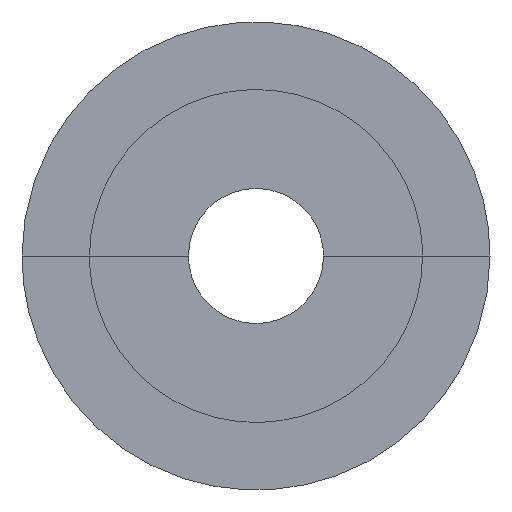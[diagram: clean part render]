
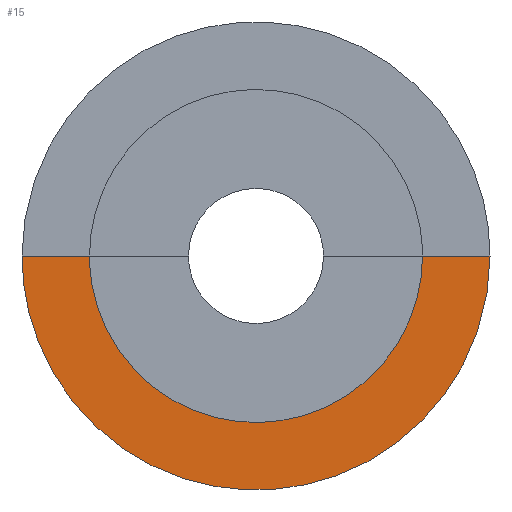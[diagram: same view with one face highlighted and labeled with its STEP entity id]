
A CAD part, front view. The second image highlights one B-rep face of the part: STEP entity #15.
In plain terms, the highlighted free-form (B-spline) face has degree [1, 2] with [2, 5] control points.
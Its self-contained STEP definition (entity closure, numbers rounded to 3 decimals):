
#15=ADVANCED_FACE('',(#35),#255,.T.);
#35=FACE_OUTER_BOUND('',#55,.T.);
#55=EDGE_LOOP('',(#75,#76,#77,#78));
#75=ORIENTED_EDGE('',*,*,#174,.F.);
#76=ORIENTED_EDGE('',*,*,#157,.T.);
#77=ORIENTED_EDGE('',*,*,#155,.T.);
#78=ORIENTED_EDGE('',*,*,#175,.F.);
#155=EDGE_CURVE('',#235,#246,#215,.T.);
#157=EDGE_CURVE('',#236,#235,#196,.T.);
#174=EDGE_CURVE('',#236,#245,#224,.T.);
#175=EDGE_CURVE('',#245,#246,#205,.T.);
#196=B_SPLINE_CURVE_WITH_KNOTS('',1,(#528,#529),.UNSPECIFIED.,.F.,.F.,(2,
2),(106.2,118.),.UNSPECIFIED.);
#205=B_SPLINE_CURVE_WITH_KNOTS('',1,(#591,#592),.UNSPECIFIED.,.F.,.F.,(2,
2),(106.2,118.),.UNSPECIFIED.);
#215=(
BOUNDED_CURVE()
B_SPLINE_CURVE(2,(#521,#522,#523,#524,#525),.UNSPECIFIED.,.F.,.F.)
B_SPLINE_CURVE_WITH_KNOTS((3,2,3),(0.,81.681,163.363),
 .UNSPECIFIED.)
CURVE()
GEOMETRIC_REPRESENTATION_ITEM()
RATIONAL_B_SPLINE_CURVE((1.,0.707,1.,0.707,1.))
REPRESENTATION_ITEM('')
);
#224=(
BOUNDED_CURVE()
B_SPLINE_CURVE(2,(#586,#587,#588,#589,#590),.UNSPECIFIED.,.F.,.F.)
B_SPLINE_CURVE_WITH_KNOTS((3,2,3),(0.,81.681,163.363),
 .UNSPECIFIED.)
CURVE()
GEOMETRIC_REPRESENTATION_ITEM()
RATIONAL_B_SPLINE_CURVE((1.,0.707,1.,0.707,1.))
REPRESENTATION_ITEM('')
);
#235=VERTEX_POINT('',#501);
#236=VERTEX_POINT('',#502);
#245=VERTEX_POINT('',#511);
#246=VERTEX_POINT('',#512);
#255=(
BOUNDED_SURFACE()
B_SPLINE_SURFACE(1,2,((#301,#302,#303,#304,#305),(#306,#307,#308,#309,#310)),
 .UNSPECIFIED.,.F.,.F.,.F.)
B_SPLINE_SURFACE_WITH_KNOTS((2,2),(3,2,3),(106.2,118.),(0.,81.681,
163.363),.UNSPECIFIED.)
GEOMETRIC_REPRESENTATION_ITEM()
RATIONAL_B_SPLINE_SURFACE(((1.,0.707,1.,0.707,1.),
(1.,0.707,1.,0.707,1.)))
REPRESENTATION_ITEM('')
SURFACE()
);
#301=CARTESIAN_POINT('',(52.,13.,0.));
#302=CARTESIAN_POINT('',(52.,13.,-52.));
#303=CARTESIAN_POINT('',(0.,13.,-52.));
#304=CARTESIAN_POINT('',(-52.,13.,-52.));
#305=CARTESIAN_POINT('',(-52.,13.,0.));
#306=CARTESIAN_POINT('',(37.,13.,0.));
#307=CARTESIAN_POINT('',(37.,13.,-37.));
#308=CARTESIAN_POINT('',(0.,13.,-37.));
#309=CARTESIAN_POINT('',(-37.,13.,-37.));
#310=CARTESIAN_POINT('',(-37.,13.,0.));
#501=CARTESIAN_POINT('',(37.,13.,0.));
#502=CARTESIAN_POINT('',(52.,13.,0.));
#511=CARTESIAN_POINT('',(-52.,13.,0.));
#512=CARTESIAN_POINT('',(-37.,13.,0.));
#521=CARTESIAN_POINT('',(37.,13.,0.));
#522=CARTESIAN_POINT('',(37.,13.,-37.));
#523=CARTESIAN_POINT('',(0.,13.,-37.));
#524=CARTESIAN_POINT('',(-37.,13.,-37.));
#525=CARTESIAN_POINT('',(-37.,13.,0.));
#528=CARTESIAN_POINT('',(52.,13.,0.));
#529=CARTESIAN_POINT('',(37.,13.,0.));
#586=CARTESIAN_POINT('',(52.,13.,0.));
#587=CARTESIAN_POINT('',(52.,13.,-52.));
#588=CARTESIAN_POINT('',(0.,13.,-52.));
#589=CARTESIAN_POINT('',(-52.,13.,-52.));
#590=CARTESIAN_POINT('',(-52.,13.,0.));
#591=CARTESIAN_POINT('',(-52.,13.,0.));
#592=CARTESIAN_POINT('',(-37.,13.,0.));
